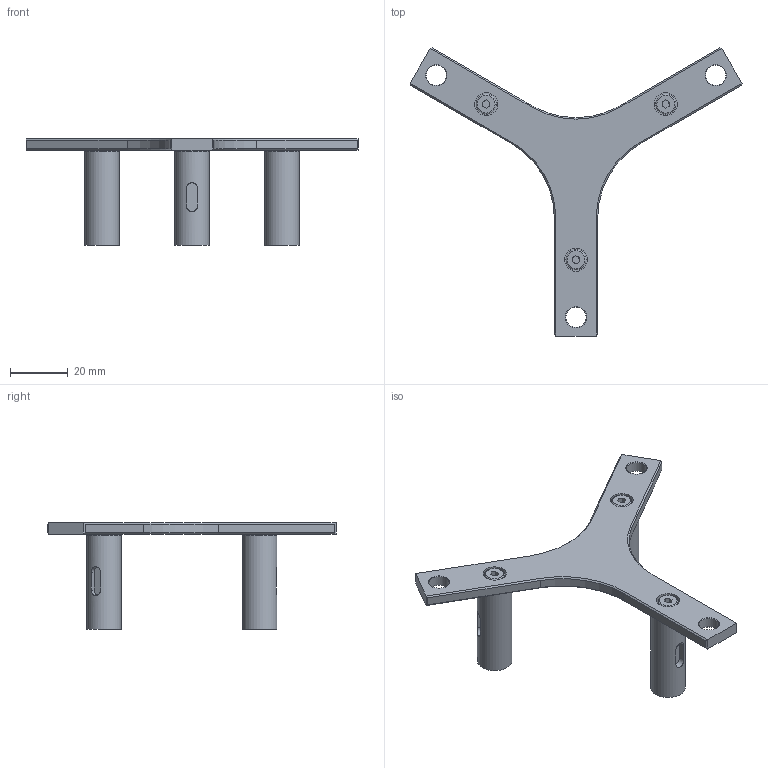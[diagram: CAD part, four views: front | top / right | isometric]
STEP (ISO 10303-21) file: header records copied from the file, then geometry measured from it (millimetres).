
FILE_DESCRIPTION(/* description */ ('ASSIEME PRESSORE PZP-125'),/* implementation_level */ '2;1');
FILE_NAME(/* name */ 'PZP-125-P.stp',/* time_stamp */ '2019-11-04T15:18:02+01:00',/* author */ ('Tecnico'),/* organization */ (''),/* preprocessor_version */ 'ST-DEVELOPER v17',/* originating_system */ 'Autodesk Inventor 2019',/* authorisation */ '');
FILE_SCHEMA (('AUTOMOTIVE_DESIGN { 1 0 10303 214 3 1 1 }'));
Length unit declared in the file: millimetre
Products named in the file (4): PZP-125-P; DIN 7984 - M4 x 8; PZP-125-PRESSORE; PZP-125-PERNO PRESSORE
Assembly tree (7 placements, depth 2):
  PZP-125-P
    DIN 7984 - M4 x 8  x3
    PZP-125-PRESSORE
    PZP-125-PERNO PRESSORE  x3
Bounding box: 115.25 x 100 x 37.1 mm (x, y, z)
Volume: 19054.4 mm3; surface area: 13953.5 mm2
Topology: 7 solids, 7 shells, 146 faces, 360 edges, 240 vertices
Faces by surface type: plane 80, cylinder 36, cone 24, torus 6
Full cylindrical faces by diameter (mm): 3.242 x3, 4 x3, 4.8 x3, 5.2 x3, 7 x6, 8 x3, 10 x3, 12 x3
Entity records: 2719 total; most frequent: CARTESIAN_POINT 483, DIRECTION 462, ORIENTED_EDGE 408, EDGE_CURVE 204, AXIS2_PLACEMENT_3D 172, VERTEX_POINT 132, LINE 118, VECTOR 118
